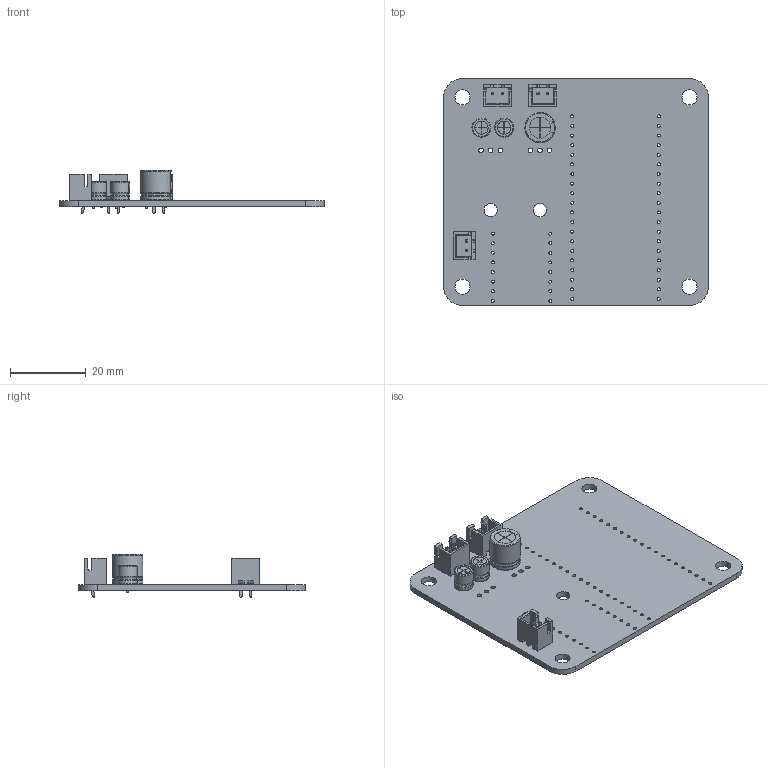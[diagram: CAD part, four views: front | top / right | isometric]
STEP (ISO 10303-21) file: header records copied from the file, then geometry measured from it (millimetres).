
FILE_DESCRIPTION(('KiCad electronic assembly'),'2;1');
FILE_NAME('winch.step','2018-11-24T18:27:02',('An Author'),('A Company') ,'Open CASCADE STEP processor 6.9','KiCad to STEP converter','Unknown' );
FILE_SCHEMA(('AUTOMOTIVE_DESIGN { 1 0 10303 214 1 1 1 1 }'));
Length unit declared in the file: millimetre
Products named in the file (8): Open CASCADE STEP translator 6.9 1; JST_XH_B02B-XH-A_1x02_P2.50mm_Vertical; SOLID; CP_Radial_D8.0mm_P5.00mm; CP_Radial_D5.0mm_P2.00mm; COMPOUND
Assembly tree (10 placements, depth 3):
  Open CASCADE STEP translator 6.9 1
    JST_XH_B02B-XH-A_1x02_P2.50mm_Vertical  x3
      SOLID
    CP_Radial_D8.0mm_P5.00mm
      SOLID
    CP_Radial_D5.0mm_P2.00mm  x2
      SOLID
    COMPOUND
Bounding box: 70 x 60 x 11.4 mm (x, y, z)
Volume: 7547.9 mm3; surface area: 10816.1 mm2
Topology: 7 solids, 10 shells, 509 faces, 1347 edges, 877 vertices
Faces by surface type: plane 330, cylinder 137, bspline 20, revolution 16, torus 6
Full cylindrical faces by diameter (mm): 0.5 x6, 0.8 x62, 1 x6, 1.2 x6, 3.5 x2, 4 x4
Entity records: 23272 total; most frequent: CARTESIAN_POINT 6258, DIRECTION 2912, LINE 1591, VECTOR 1591, ORIENTED_EDGE 1506, PCURVE 1506, DEFINITIONAL_REPRESENTATION 1506, EDGE_CURVE 753
